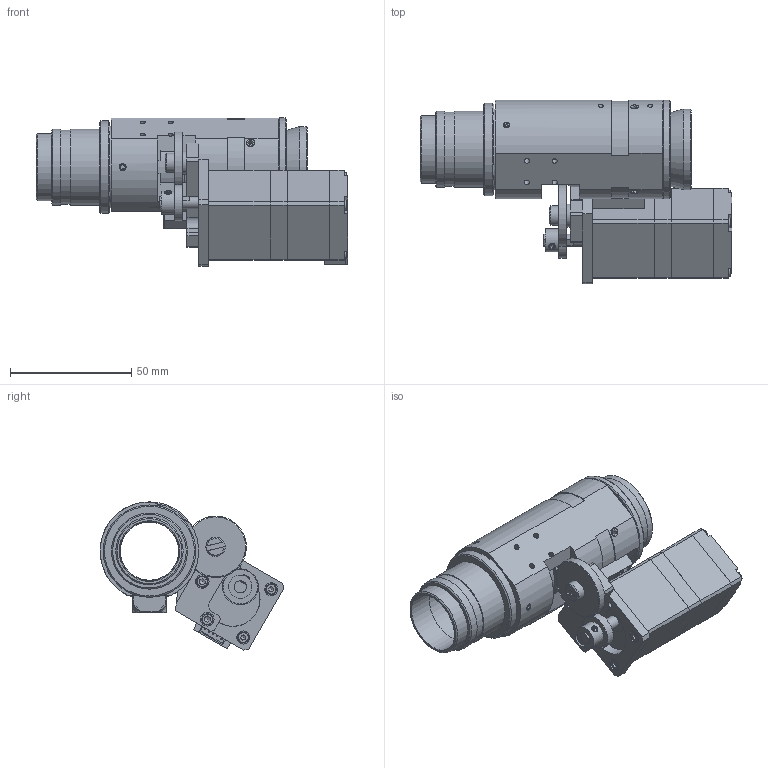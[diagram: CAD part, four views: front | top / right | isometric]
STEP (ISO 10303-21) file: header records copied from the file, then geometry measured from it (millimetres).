
FILE_DESCRIPTION(/* description */ ('MOUNT, ZOOM'),/* implementation_level */ '2;1');
FILE_NAME(/* name */ '64434_0.stp',/* time_stamp */ '2015-04-07T15:20:01-04:00',/* author */ ('BONAFEDE'),/* organization */ ('NAVITAR'),/* preprocessor_version */ 'ST-DEVELOPER v15.6',/* originating_system */ 'Autodesk Inventor 2015',/* authorisation */ '');
FILE_SCHEMA (('AUTOMOTIVE_DESIGN { 1 0 10303 214 3 1 1 }'));
Length unit declared in the file: inch
Products named in the file (35): 60404; 62332; 64288; 62325; 64287; 7007; 7326; 7004; 7108; 62327; 7449; 61358; 51973; 7351; 7183; 8250; 7015; 40050; 40190; 64002; A1120ELHLT-T; CAPC2012X140N, 004-00000476_0_1UF-50V-80_20_-0805-ROHS_41; CAPMP3216N, 004-00000477_1UF-16V-20_-3216-16-ROHS_6; 64003; 62326; 40174; 7088; 6266; 60403-R; 62322; 50246-R; 51969-R; 64425; 64434_0; Assembly6 (LevelofDetail1)
Bounding box: 128.53 x 75.74 x 61.15 mm (x, y, z)
Volume: 110037 mm3; surface area: 63342.3 mm2
Topology: 48 solids, 51 shells, 1193 faces, 2936 edges, 1931 vertices
Faces by surface type: plane 705, cylinder 291, cone 91, bspline 84, sphere 12, torus 10
Full cylindrical faces by diameter (mm): 0.35 x5, 0.5 x5, 1.702 x7, 1.93 x2, 1.938 x4, 1.948 x4, 2.159 x21, 2.184 x10, 2.5 x8, 2.692 x3, 2.845 x16, 2.896 x4, 3.302 x5, 3.454 x2, 4 x4, 4.166 x4, 4.267 x3, 4.5 x4, 4.648 x6, 4.75 x1, 4.762 x1, 5 x1, 5.004 x1, 5.41 x4, 5.588 x2, 7.938 x1, 9.525 x2, 10 x1, 10.16 x1, 14.11 x1
Entity records: 29268 total; most frequent: CARTESIAN_POINT 7700, ORIENTED_EDGE 4052, DIRECTION 4043, EDGE_CURVE 2029, VERTEX_POINT 1444, AXIS2_PLACEMENT_3D 1384, LINE 1275, VECTOR 1275
